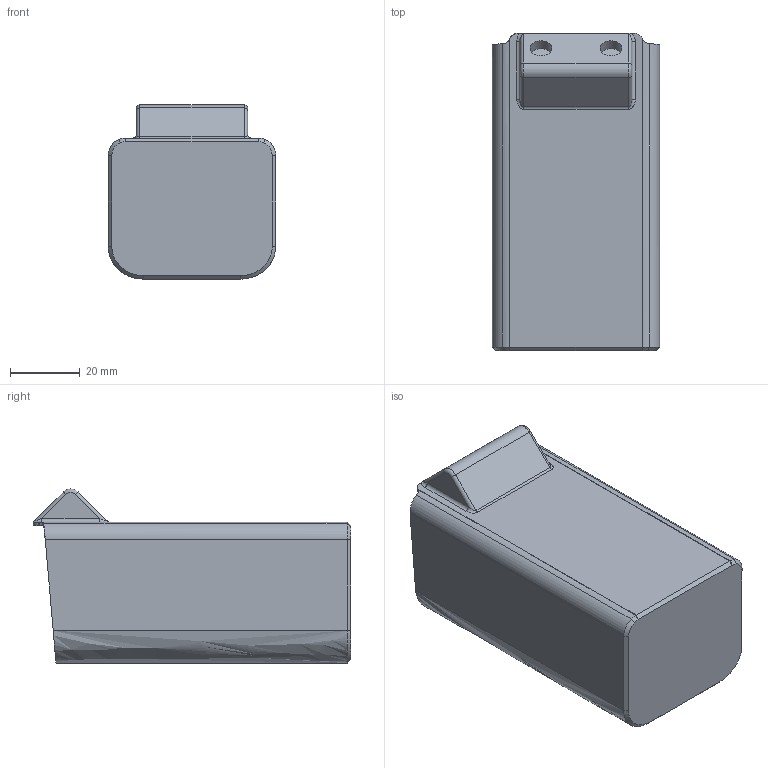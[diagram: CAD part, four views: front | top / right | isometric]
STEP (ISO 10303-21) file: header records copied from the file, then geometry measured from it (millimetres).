
FILE_DESCRIPTION(/* description */ ('CAx-IF Rec.Pracs.---Representation and Presentation of Product Manufacturing Information (PMI)---4.0---2014-10-13','CAx-IF Rec.Pracs.---3D Tessellated Geometry---0.4---2014-09-14','2;1'),/* implementation_level */ '2;1');
FILE_NAME(/* name */ 'bucket',/* time_stamp */ '2025-02-11T17:07:21+09:00',/* author */ (''),/* organization */ (''),/* preprocessor_version */ 'ST-DEVELOPER v19.3',/* originating_system */ 'SIEMENS PLM Software NX2212.3001',/* authorisation */ $);
FILE_SCHEMA (('AP242_MANAGED_MODEL_BASED_3D_ENGINEERING_MIM_LF { 1 0 10303 442 3 1 4 }'));
Length unit declared in the file: millimetre
Products named in the file (1): bucket
Bounding box: 47.83 x 90.79 x 49.78 mm (x, y, z)
Volume: 22522.4 mm3; surface area: 31471 mm2
Topology: 1 solids, 1 shells, 83 faces, 200 edges, 121 vertices
Faces by surface type: cylinder 32, plane 22, bspline 17, torus 8, cone 4
Full cylindrical faces by diameter (mm): 6.2 x2
Entity records: 2846 total; most frequent: CARTESIAN_POINT 1018, ORIENTED_EDGE 396, DIRECTION 312, EDGE_CURVE 198, AXIS2_PLACEMENT_3D 126, VERTEX_POINT 121, B_SPLINE_CURVE_WITH_KNOTS 94, EDGE_LOOP 87
